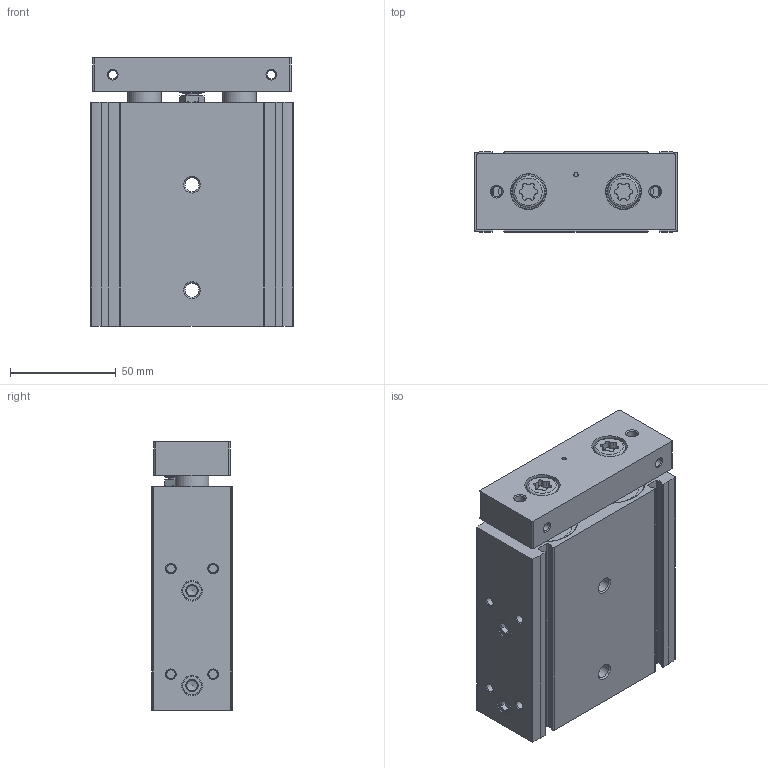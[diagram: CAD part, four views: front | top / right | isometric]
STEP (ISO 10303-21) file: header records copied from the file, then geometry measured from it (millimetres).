
FILE_DESCRIPTION(/* description */ ('STEP AP214'),/* implementation_level */ '2;1');
FILE_NAME(/* name */ '8100659_DGTZ-GF-32-30-P-A',/* time_stamp */ '2024-08-16T09:51:21+02:00',/* author */ ('License CC BY-ND 4.0'),/* organization */ ('CADENAS'),/* preprocessor_version */ 'ST-DEVELOPER v19.3',/* originating_system */ 'PARTsolutions',/* authorisation */ ' ');
FILE_SCHEMA (('AUTOMOTIVE_DESIGN {1 0 10303 214 3 1 1}'));
Length unit declared in the file: millimetre
Products named in the file (6): 8100659 DGTZ-GF-32-30-P-A-30---(high0); 8116424 DGTZ-GF-32-30---(high_z); 8116424 DGTZ-GF-32-30---(high_k); DIN-439-B - M6(F); Hexagon bolt DIN 933 - M6x20; 116515 G1/8
Assembly tree (6 placements, depth 2):
  8100659 DGTZ-GF-32-30-P-A-30---(high0)
    8116424 DGTZ-GF-32-30---(high_z)
    8116424 DGTZ-GF-32-30---(high_k)
    DIN-439-B - M6(F)
    Hexagon bolt DIN 933 - M6x20
    116515 G1/8  x2
Bounding box: 96 x 38 x 127 mm (x, y, z)
Volume: 378915.1 mm3; surface area: 89949.8 mm2
Topology: 6 solids, 6 shells, 324 faces, 723 edges, 459 vertices
Faces by surface type: plane 138, cylinder 125, cone 54, torus 7
Full cylindrical faces by diameter (mm): 2 x1, 4.134 x12, 4.917 x4, 6 x1, 6.647 x2, 6.9 x2, 8.566 x4, 8.88 x1, 9.728 x6, 11 x2, 12 x1, 15 x1, 16 x4, 17 x2, 21 x2, 28.1 x4, 32 x4, 33 x4
Entity records: 8765 total; most frequent: CARTESIAN_POINT 1469, DIRECTION 1440, ORIENTED_EDGE 1120, AXIS2_PLACEMENT_3D 608, EDGE_CURVE 560, FACE_BOUND 469, EDGE_LOOP 468, VERTEX_POINT 423
